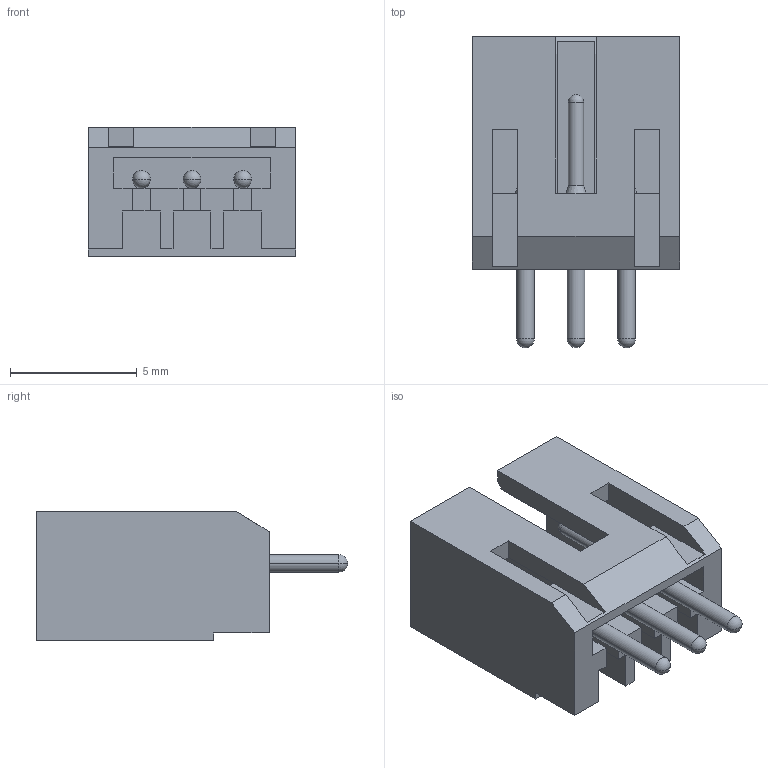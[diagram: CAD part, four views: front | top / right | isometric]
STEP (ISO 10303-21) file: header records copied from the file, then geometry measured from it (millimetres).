
FILE_DESCRIPTION((''),'2;1');
FILE_NAME('F1JL04-S03SD000-01','2025-10-10T',('工程三'),(''),'PRO/ENGINEER BY PARAMETRIC TECHNOLOGY CORPORATION, 2010280','PRO/ENGINEER BY PARAMETRIC TECHNOLOGY CORPORATION, 2010280','');
FILE_SCHEMA(('CONFIG_CONTROL_DESIGN'));
Length unit declared in the file: millimetre
Products named in the file (1): F1JL04-S03SD000-01
Bounding box: 8.2 x 12.3 x 5.1 mm (x, y, z)
Volume: 195.1 mm3; surface area: 559.5 mm2
Topology: 1 solids, 1 shells, 104 faces, 296 edges, 181 vertices
Faces by surface type: plane 74, cylinder 12, sphere 12, cone 6
Entity records: 3279 total; most frequent: CARTESIAN_POINT 569, ORIENTED_EDGE 568, DIRECTION 537, EDGE_CURVE 284, VECTOR 239, LINE 239, VERTEX_POINT 181, AXIS2_PLACEMENT_3D 149
